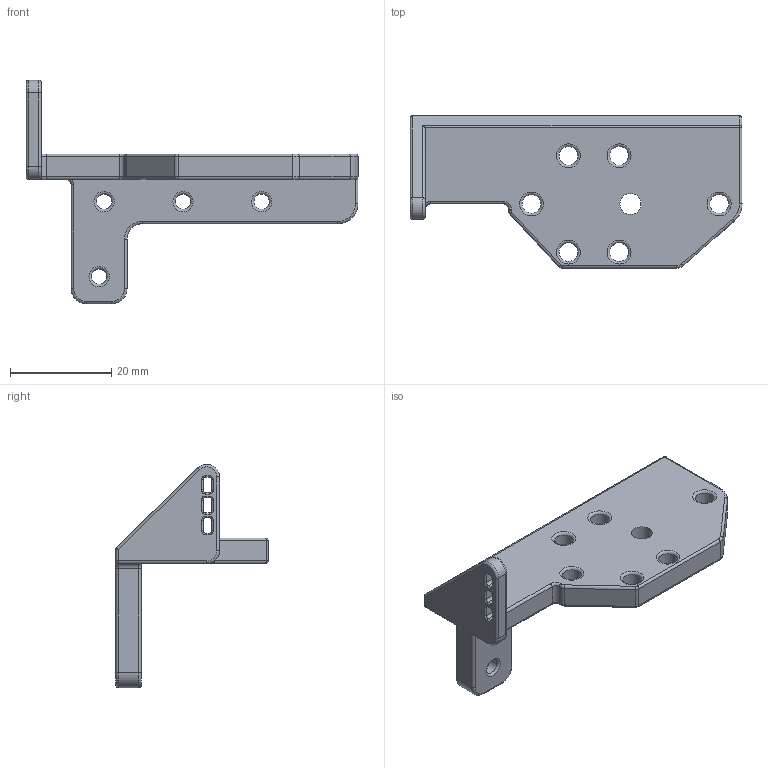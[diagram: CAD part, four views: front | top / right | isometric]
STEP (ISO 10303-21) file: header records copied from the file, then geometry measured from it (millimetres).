
FILE_DESCRIPTION(/* description */ (''),/* implementation_level */ '2;1');
FILE_NAME(/* name */ 'lgx-lite-orbiter-combo-mount.step',/* time_stamp */ '2022-03-29T20:25:09-04:00',/* author */ (''),/* organization */ (''),/* preprocessor_version */ 'ST-DEVELOPER v18.1',/* originating_system */ 'Autodesk Translation Framework v10.13.0.1454',/* authorisation */ '');
FILE_SCHEMA (('AUTOMOTIVE_DESIGN { 1 0 10303 214 3 1 1 }'));
Length unit declared in the file: millimetre
Products named in the file (1): Orbiter Mount
Bounding box: 65.45 x 30.02 x 44.05 mm (x, y, z)
Volume: 11079.7 mm3; surface area: 6245.8 mm2
Topology: 1 solids, 1 shells, 190 faces, 451 edges, 263 vertices
Faces by surface type: cylinder 91, torus 62, plane 30, bspline 5, sphere 2
Full cylindrical faces by diameter (mm): 3 x4, 3.7 x6, 4.16 x1
Entity records: 5620 total; most frequent: DIRECTION 1092, CARTESIAN_POINT 972, ORIENTED_EDGE 902, AXIS2_PLACEMENT_3D 459, EDGE_CURVE 451, CIRCLE 268, VERTEX_POINT 263, EDGE_LOOP 218
